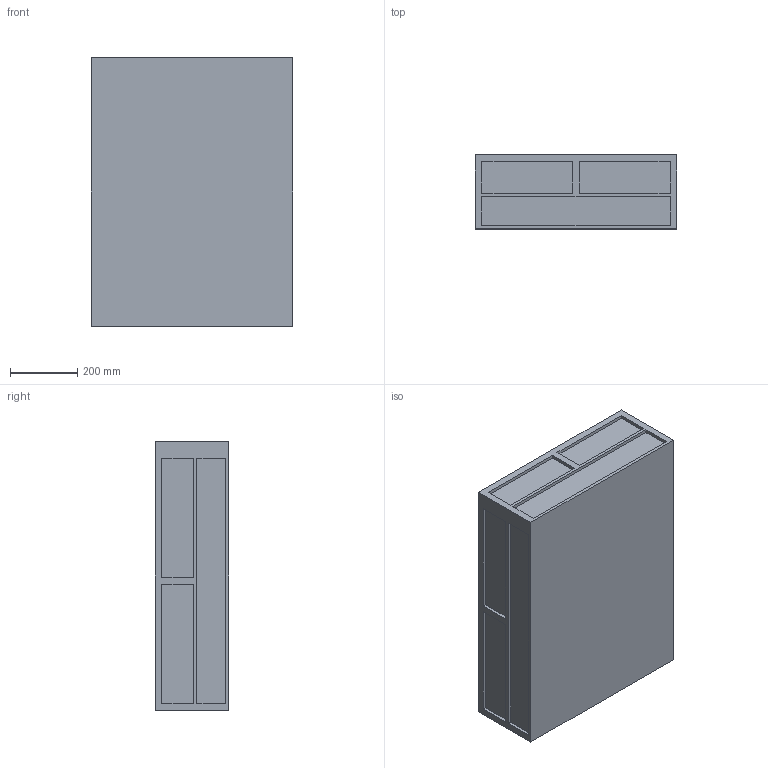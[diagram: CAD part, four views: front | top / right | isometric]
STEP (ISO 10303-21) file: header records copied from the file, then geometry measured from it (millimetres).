
FILE_DESCRIPTION(/* description */ (''),/* implementation_level */ '2;1');
FILE_NAME(/* name */ 'Box.stp',/* time_stamp */ '2025-01-31T11:42:35-05:00',/* author */ ('sara_'),/* organization */ (''),/* preprocessor_version */ 'ST-DEVELOPER v19.2',/* originating_system */ 'Autodesk Inventor 2024',/* authorisation */ '');
FILE_SCHEMA (('AUTOMOTIVE_DESIGN { 1 0 10303 214 3 1 1 }'));
Length unit declared in the file: millimetre
Products named in the file (1): Box
Bounding box: 600 x 220 x 800 mm (x, y, z)
Volume: 15911511.7 mm3; surface area: 2227551.2 mm2
Topology: 1 solids, 1 shells, 71 faces, 168 edges, 112 vertices
Faces by surface type: plane 71
Entity records: 2125 total; most frequent: CARTESIAN_POINT 352, ORIENTED_EDGE 336, DIRECTION 312, LINE 168, VECTOR 168, EDGE_CURVE 168, VERTEX_POINT 112, EDGE_LOOP 84
